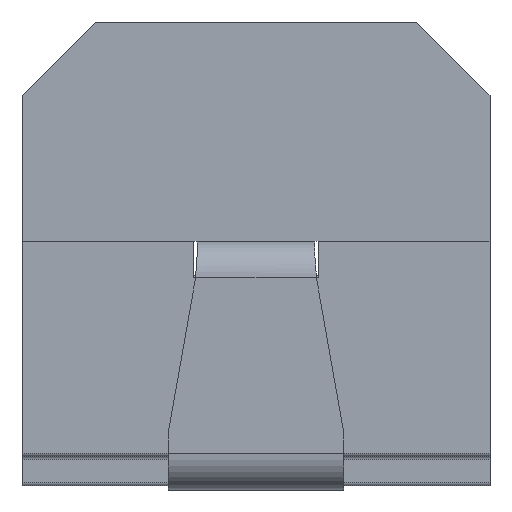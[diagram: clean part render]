
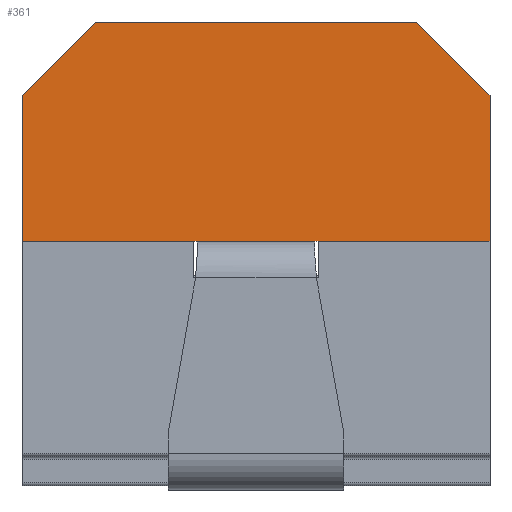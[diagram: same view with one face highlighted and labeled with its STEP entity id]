
A CAD part, front view. The second image highlights one B-rep face of the part: STEP entity #361.
In plain terms, the highlighted planar face has unit normal (0, -1, 0).
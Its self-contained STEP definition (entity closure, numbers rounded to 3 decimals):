
#361 = ADVANCED_FACE( '', ( #757 ), #758, .T. );
#757 = FACE_OUTER_BOUND( '', #1239, .T. );
#758 = PLANE( '', #1240 );
#1239 = EDGE_LOOP( '', ( #2197, #2198, #2199, #2200, #2201, #2202 ) );
#1240 = AXIS2_PLACEMENT_3D( '', #2203, #2204, #2205 );
#2197 = ORIENTED_EDGE( '', *, *, #2969, .T. );
#2198 = ORIENTED_EDGE( '', *, *, #3129, .T. );
#2199 = ORIENTED_EDGE( '', *, *, #3168, .F. );
#2200 = ORIENTED_EDGE( '', *, *, #3268, .F. );
#2201 = ORIENTED_EDGE( '', *, *, #3269, .T. );
#2202 = ORIENTED_EDGE( '', *, *, #3250, .T. );
#2203 = CARTESIAN_POINT( '', ( 1.6, -2.1, 1.67 ) );
#2204 = DIRECTION( '', ( 0., -1., 0. ) );
#2205 = DIRECTION( '', ( 0., 0., -1. ) );
#2969 = EDGE_CURVE( '', #3502, #3500, #3503, .T. );
#3129 = EDGE_CURVE( '', #3500, #3775, #3776, .F. );
#3168 = EDGE_CURVE( '', #3830, #3775, #3831, .T. );
#3250 = EDGE_CURVE( '', #3943, #3502, #3944, .T. );
#3268 = EDGE_CURVE( '', #3965, #3830, #3966, .T. );
#3269 = EDGE_CURVE( '', #3965, #3943, #3967, .T. );
#3500 = VERTEX_POINT( '', #4371 );
#3502 = VERTEX_POINT( '', #4374 );
#3503 = LINE( '', #4375, #4376 );
#3775 = VERTEX_POINT( '', #5010 );
#3776 = LINE( '', #5011, #5012 );
#3830 = VERTEX_POINT( '', #5091 );
#3831 = LINE( '', #5092, #5093 );
#3943 = VERTEX_POINT( '', #5360 );
#3944 = LINE( '', #5361, #5362 );
#3965 = VERTEX_POINT( '', #5398 );
#3966 = LINE( '', #5399, #5400 );
#3967 = LINE( '', #5401, #5402 );
#4371 = CARTESIAN_POINT( '', ( -1.1, -2.1, 3.17 ) );
#4374 = CARTESIAN_POINT( '', ( 1.1, -2.1, 3.17 ) );
#4375 = CARTESIAN_POINT( '', ( 1.6, -2.1, 3.17 ) );
#4376 = VECTOR( '', #5749, 1000. );
#5010 = CARTESIAN_POINT( '', ( -1.6, -2.1, 2.67 ) );
#5011 = CARTESIAN_POINT( '', ( -0.5, -2.1, 3.77 ) );
#5012 = VECTOR( '', #5874, 1000. );
#5091 = CARTESIAN_POINT( '', ( -1.6, -2.1, 1.67 ) );
#5092 = CARTESIAN_POINT( '', ( -1.6, -2.1, 1.67 ) );
#5093 = VECTOR( '', #5914, 1000. );
#5360 = CARTESIAN_POINT( '', ( 1.6, -2.1, 2.67 ) );
#5361 = CARTESIAN_POINT( '', ( 2.1, -2.1, 2.17 ) );
#5362 = VECTOR( '', #5957, 1000. );
#5398 = CARTESIAN_POINT( '', ( 1.6, -2.1, 1.67 ) );
#5399 = CARTESIAN_POINT( '', ( 1.6, -2.1, 1.67 ) );
#5400 = VECTOR( '', #5967, 1000. );
#5401 = CARTESIAN_POINT( '', ( 1.6, -2.1, 1.67 ) );
#5402 = VECTOR( '', #5968, 1000. );
#5749 = DIRECTION( '', ( -1., 0., 0. ) );
#5874 = DIRECTION( '', ( 0.707, 0., 0.707 ) );
#5914 = DIRECTION( '', ( 0., 0., 1. ) );
#5957 = DIRECTION( '', ( -0.707, 0., 0.707 ) );
#5967 = DIRECTION( '', ( -1., 0., 0. ) );
#5968 = DIRECTION( '', ( 0., 0., 1. ) );
